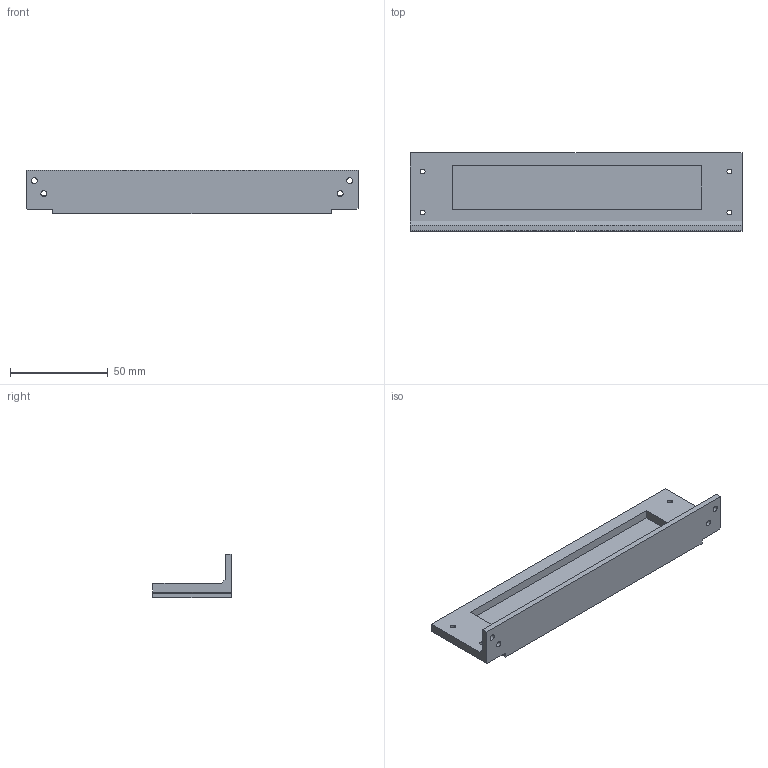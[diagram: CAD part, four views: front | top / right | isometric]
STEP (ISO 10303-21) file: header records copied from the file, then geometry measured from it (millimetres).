
FILE_DESCRIPTION (( 'STEP AP203' ), '1' );
FILE_NAME ('Name Bar-banner-2 (Default).STEP', '2021-11-19T20:50:28', ( '' ), ( '' ), 'SwSTEP 2.0', 'SolidWorks 2020', '' );
FILE_SCHEMA (( 'CONFIG_CONTROL_DESIGN' ));
Length unit declared in the file: millimetre
Products named in the file (1): Name Bar-banner-2 (Default)
Bounding box: 170 x 40 x 22.5 mm (x, y, z)
Volume: 41901.3 mm3; surface area: 24539.7 mm2
Topology: 1 solids, 1 shells, 195 faces, 524 edges, 348 vertices
Faces by surface type: plane 157, bspline 22, cylinder 16
Entity records: 6611 total; most frequent: CARTESIAN_POINT 1722, ORIENTED_EDGE 1048, DIRECTION 864, EDGE_CURVE 524, VECTOR 444, LINE 444, VERTEX_POINT 348, EDGE_LOOP 228
